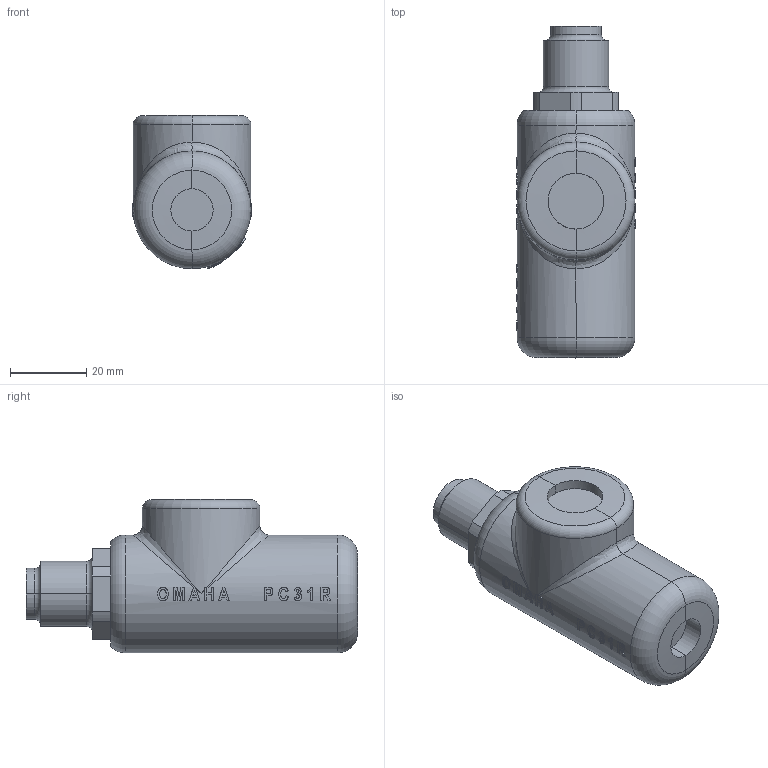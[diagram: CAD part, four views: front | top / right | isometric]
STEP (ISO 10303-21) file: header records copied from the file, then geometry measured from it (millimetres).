
FILE_DESCRIPTION (( 'STEP AP203' ), '1' );
FILE_NAME ('PC37 GENERIC VALVE.STEP', '2013-08-02T21:39:20', ( 'branduser' ), ( '' ), 'SwSTEP 2.0', 'SolidWorks 2013', '' );
FILE_SCHEMA (( 'CONFIG_CONTROL_DESIGN' ));
Length unit declared in the file: inch
Products named in the file (1): PC37 GENERIC VALVE
Bounding box: 31.24 x 87.31 x 40.42 mm (x, y, z)
Volume: 60743.8 mm3; surface area: 12004.5 mm2
Topology: 1 solids, 1 shells, 573 faces, 1518 edges, 994 vertices
Faces by surface type: bspline 328, plane 169, cylinder 50, cone 16, torus 10
Entity records: 35234 total; most frequent: CARTESIAN_POINT 23309, ORIENTED_EDGE 3028, EDGE_CURVE 1514, DIRECTION 1405, VERTEX_POINT 994, B_SPLINE_CURVE_WITH_KNOTS 674, VECTOR 665, LINE 665
